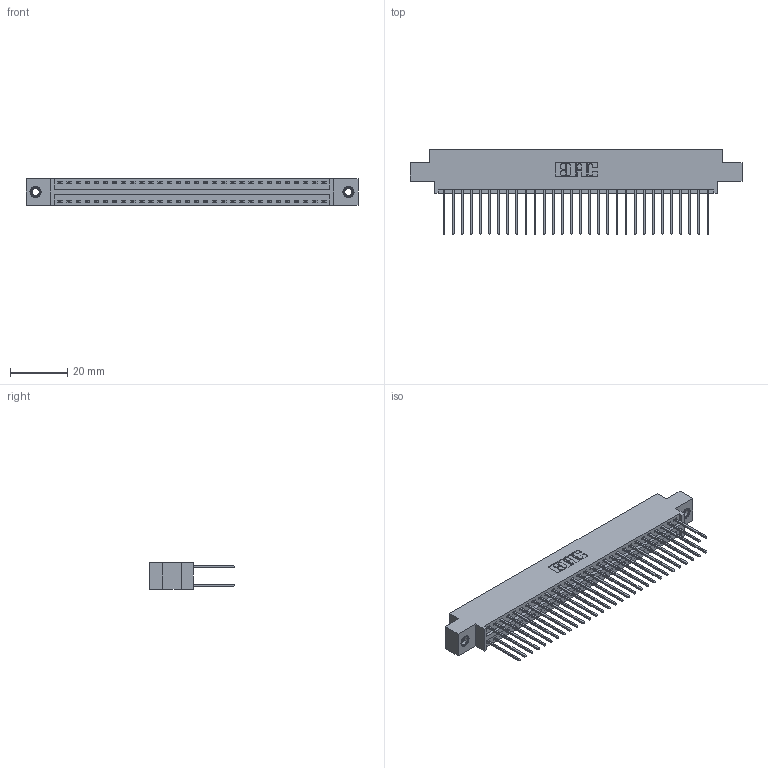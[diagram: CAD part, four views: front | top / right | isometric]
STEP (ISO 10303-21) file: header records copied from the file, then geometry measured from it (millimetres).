
FILE_DESCRIPTION (( 'STEP AP203' ), '1' );
FILE_NAME ('396-060-540-807.STEP', '2018-09-08T13:21:11', ( '' ), ( '' ), 'SwSTEP 2.0', 'SolidWorks 2016', '' );
FILE_SCHEMA (( 'CONFIG_CONTROL_DESIGN' ));
Length unit declared in the file: inch
Products named in the file (4): 345-292-001_345-293-140; 345-250-001_345-250-005-103; 396-060-540-807; 346 Part_0.170 Offset - 0.156 Dia-TI
Assembly tree (63 placements, depth 2):
  396-060-540-807
    346 Part_0.170 Offset - 0.156 Dia-TI
    345-292-001_345-293-140  x60
    345-250-001_345-250-005-103  x2
Bounding box: 115.82 x 29.46 x 9.4 mm (x, y, z)
Volume: 11260.4 mm3; surface area: 16578.8 mm2
Topology: 63 solids, 63 shells, 3306 faces, 9777 edges, 6430 vertices
Faces by surface type: plane 2212, cylinder 1078, cone 12, torus 4
Entity records: 22530 total; most frequent: CARTESIAN_POINT 3715, ORIENTED_EDGE 3642, DIRECTION 3351, EDGE_CURVE 1821, LINE 1549, VECTOR 1549, VERTEX_POINT 1208, AXIS2_PLACEMENT_3D 901
